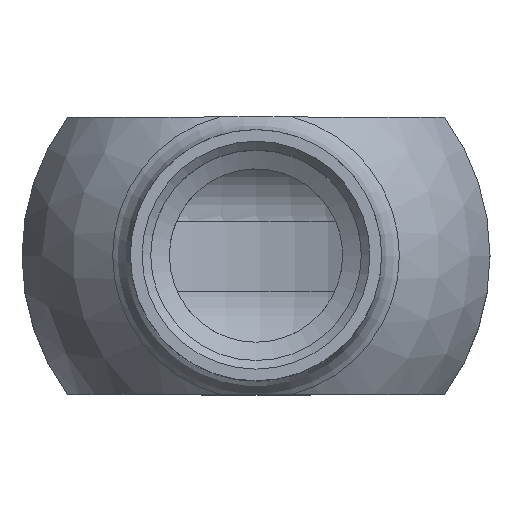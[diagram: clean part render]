
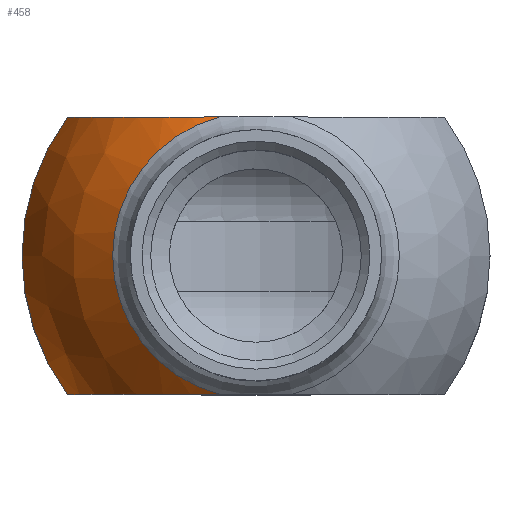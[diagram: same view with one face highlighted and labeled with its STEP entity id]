
A CAD part, top view. The second image highlights one B-rep face of the part: STEP entity #458.
In plain terms, the highlighted spherical face has radius 14 mm.
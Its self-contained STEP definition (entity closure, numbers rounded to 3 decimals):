
#376=CARTESIAN_POINT('',(-13.605,2.807,11.294));
#377=VERTEX_POINT('',#376);
#400=CARTESIAN_POINT('',(-13.605,18.807,11.294));
#401=VERTEX_POINT('',#400);
#415=CARTESIAN_POINT('',(-11.498,10.807,11.294));
#416=DIRECTION('',(0.0,0.0,1.0));
#417=DIRECTION('',(-1.0,0.0,0.0));
#418=AXIS2_PLACEMENT_3D('',#415,#416,#417);
#419=CIRCLE('',#418,8.273);
#420=EDGE_CURVE('',#401,#377,#419,.T.);
#425=CARTESIAN_POINT('',(-11.498,10.807,0.0));
#426=DIRECTION('',(0.0,0.0,1.0));
#427=DIRECTION('',(1.0,0.0,0.0));
#428=AXIS2_PLACEMENT_3D('',#425,#426,#427);
#429=SPHERICAL_SURFACE('',#428,14.);
#430=ORIENTED_EDGE('',*,*,#420,.F.);
#431=CARTESIAN_POINT('',(-22.372,18.807,3.708));
#432=VERTEX_POINT('',#431);
#433=CARTESIAN_POINT('',(-11.498,18.807,0.0));
#434=DIRECTION('',(0.0,-1.0,0.0));
#435=DIRECTION('',(0.0,0.0,1.0));
#436=AXIS2_PLACEMENT_3D('',#433,#434,#435);
#437=CIRCLE('',#436,11.489);
#438=EDGE_CURVE('',#401,#432,#437,.T.);
#439=ORIENTED_EDGE('',*,*,#438,.T.);
#440=CARTESIAN_POINT('',(-22.372,2.807,3.708));
#441=VERTEX_POINT('',#440);
#442=CARTESIAN_POINT('',(-11.498,10.807,3.708));
#443=DIRECTION('',(0.0,0.0,-1.0));
#444=DIRECTION('',(-1.0,0.0,0.0));
#445=AXIS2_PLACEMENT_3D('',#442,#443,#444);
#446=CIRCLE('',#445,13.5);
#447=EDGE_CURVE('',#441,#432,#446,.T.);
#448=ORIENTED_EDGE('',*,*,#447,.F.);
#449=CARTESIAN_POINT('',(-11.498,2.807,0.0));
#450=DIRECTION('',(0.0,1.0,0.0));
#451=DIRECTION('',(0.0,0.0,-1.0));
#452=AXIS2_PLACEMENT_3D('',#449,#450,#451);
#453=CIRCLE('',#452,11.489);
#454=EDGE_CURVE('',#441,#377,#453,.T.);
#455=ORIENTED_EDGE('',*,*,#454,.T.);
#456=EDGE_LOOP('',(#430,#439,#448,#455));
#457=FACE_OUTER_BOUND('',#456,.T.);
#458=ADVANCED_FACE('',(#457),#429,.T.);
